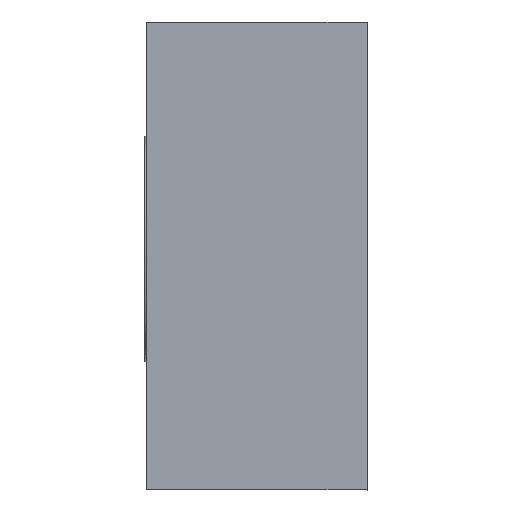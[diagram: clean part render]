
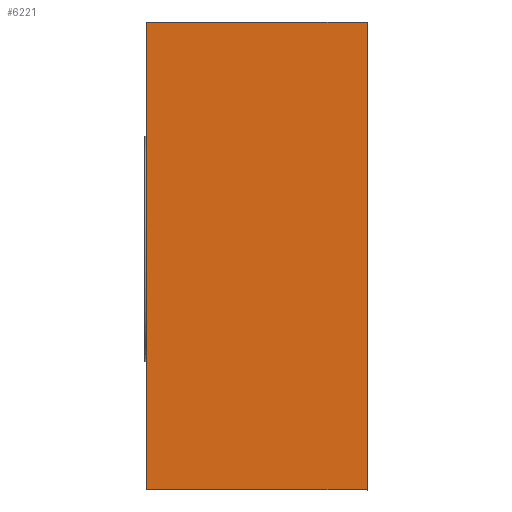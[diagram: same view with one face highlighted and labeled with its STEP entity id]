
A CAD part, left-side view. The second image highlights one B-rep face of the part: STEP entity #6221.
In plain terms, the highlighted planar face has unit normal (-1, 0, 0).
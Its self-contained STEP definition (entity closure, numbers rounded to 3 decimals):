
#195 = DIRECTION ( 'NONE',  ( 0., 0., 1. ) ) ;
#515 = CARTESIAN_POINT ( 'NONE',  ( -5., 1.5, 1.6 ) ) ;
#880 = CARTESIAN_POINT ( 'NONE',  ( -5., 1.5, -1.6 ) ) ;
#1106 = ORIENTED_EDGE ( 'NONE', *, *, #3683, .F. ) ;
#1282 = PLANE ( 'NONE',  #6422 ) ;
#1449 = CARTESIAN_POINT ( 'NONE',  ( -5., 1.5, 1.6 ) ) ;
#1516 = LINE ( 'NONE', #4072, #4567 ) ;
#1527 = LINE ( 'NONE', #5377, #4914 ) ;
#1546 = CARTESIAN_POINT ( 'NONE',  ( -5., -0.01, -1.6 ) ) ;
#1877 = VERTEX_POINT ( 'NONE', #6144 ) ;
#1982 = FACE_OUTER_BOUND ( 'NONE', #6705, .T. ) ;
#1992 = LINE ( 'NONE', #515, #7235 ) ;
#2511 = LINE ( 'NONE', #1546, #3675 ) ;
#2813 = DIRECTION ( 'NONE',  ( 0., 0., -1. ) ) ;
#2818 = ORIENTED_EDGE ( 'NONE', *, *, #3213, .T. ) ;
#3213 = EDGE_CURVE ( 'NONE', #3857, #6753, #1516, .T. ) ;
#3513 = EDGE_CURVE ( 'NONE', #1877, #4130, #1992, .T. ) ;
#3526 = ORIENTED_EDGE ( 'NONE', *, *, #3513, .F. ) ;
#3675 = VECTOR ( 'NONE', #6571, 1000. ) ;
#3683 = EDGE_CURVE ( 'NONE', #4130, #6753, #2511, .T. ) ;
#3857 = VERTEX_POINT ( 'NONE', #880 ) ;
#4072 = CARTESIAN_POINT ( 'NONE',  ( -5., 1.5, -1.6 ) ) ;
#4130 = VERTEX_POINT ( 'NONE', #6108 ) ;
#4542 = ORIENTED_EDGE ( 'NONE', *, *, #5006, .F. ) ;
#4567 = VECTOR ( 'NONE', #6290, 1000. ) ;
#4914 = VECTOR ( 'NONE', #195, 1000. ) ;
#5006 = EDGE_CURVE ( 'NONE', #3857, #1877, #1527, .T. ) ;
#5377 = CARTESIAN_POINT ( 'NONE',  ( -5., 1.5, 1.6 ) ) ;
#6016 = DIRECTION ( 'NONE',  ( 1., 0., 0. ) ) ;
#6108 = CARTESIAN_POINT ( 'NONE',  ( -5., -0.01, 1.6 ) ) ;
#6144 = CARTESIAN_POINT ( 'NONE',  ( -5., 1.5, 1.6 ) ) ;
#6221 = ADVANCED_FACE ( 'NONE', ( #1982 ), #1282, .F. ) ;
#6290 = DIRECTION ( 'NONE',  ( 0., -1., 0. ) ) ;
#6422 = AXIS2_PLACEMENT_3D ( 'NONE', #1449, #6016, #2813 ) ;
#6512 = CARTESIAN_POINT ( 'NONE',  ( -5., -0.01, -1.6 ) ) ;
#6571 = DIRECTION ( 'NONE',  ( 0., 0., -1. ) ) ;
#6705 = EDGE_LOOP ( 'NONE', ( #2818, #1106, #3526, #4542 ) ) ;
#6753 = VERTEX_POINT ( 'NONE', #6512 ) ;
#6939 = DIRECTION ( 'NONE',  ( 0., -1., 0. ) ) ;
#7235 = VECTOR ( 'NONE', #6939, 1000. ) ;
